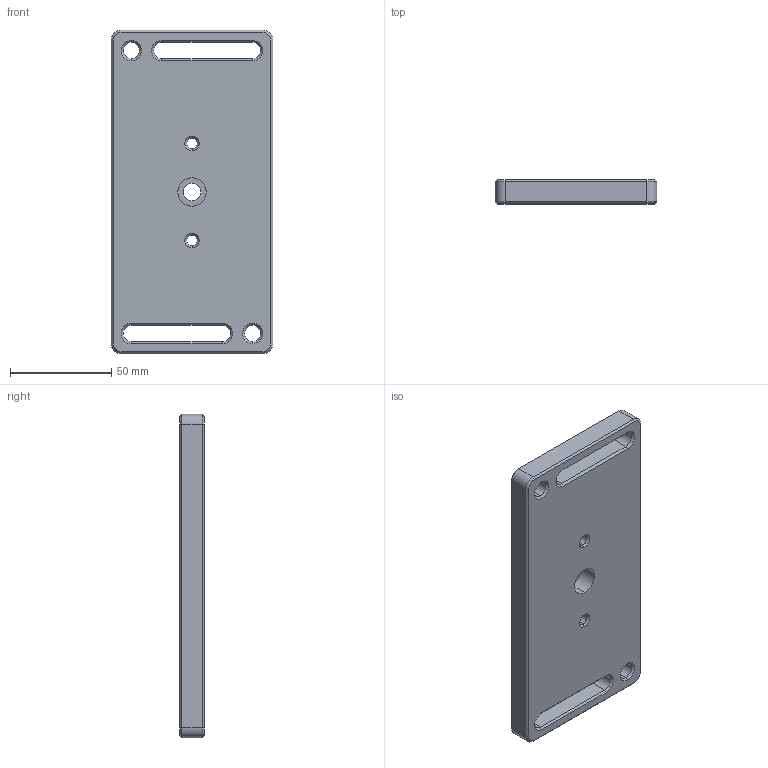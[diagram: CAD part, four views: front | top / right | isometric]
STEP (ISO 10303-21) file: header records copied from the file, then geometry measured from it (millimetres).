
FILE_DESCRIPTION (( 'STEP AP214' ), '1' );
FILE_NAME ('泂梓菁啣.STEP', '2025-03-06T03:07:52', ( 'dingchuan' ), ( '' ), 'SwSTEP 2.0', 'SolidWorks 2024', '' );
FILE_SCHEMA (( 'AUTOMOTIVE_DESIGN' ));
Length unit declared in the file: millimetre
Products named in the file (1): 贴标底板
Bounding box: 80 x 12 x 160 mm (x, y, z)
Volume: 139463.3 mm3; surface area: 32662.6 mm2
Topology: 1 solids, 1 shells, 63 faces, 148 edges, 88 vertices
Faces by surface type: plane 23, cylinder 20, cone 20
Entity records: 1837 total; most frequent: DIRECTION 336, CARTESIAN_POINT 300, ORIENTED_EDGE 296, EDGE_CURVE 148, AXIS2_PLACEMENT_3D 124, LINE 88, VECTOR 88, VERTEX_POINT 88
